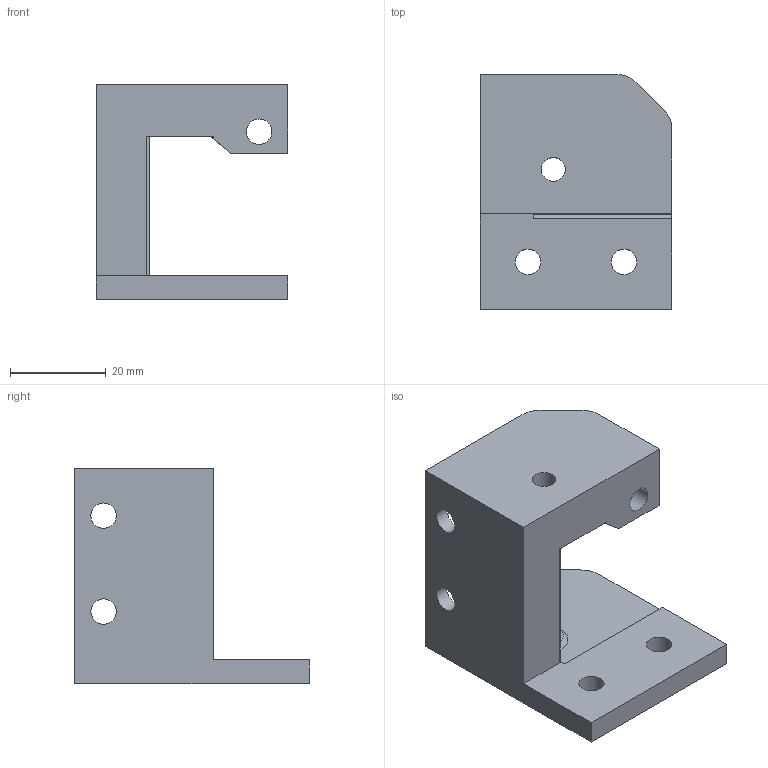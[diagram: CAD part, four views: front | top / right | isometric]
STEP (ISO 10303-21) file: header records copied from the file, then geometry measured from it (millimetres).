
FILE_DESCRIPTION(/* description */ (''),/* implementation_level */ '2;1');
FILE_NAME(/* name */ 'Belt_Corners_Smooth.step',/* time_stamp */ '2021-04-26T10:53:56+02:00',/* author */ (''),/* organization */ (''),/* preprocessor_version */ 'ST-DEVELOPER v18.1',/* originating_system */ 'Autodesk Translation Framework v10.6.0.1341',/* authorisation */ '');
FILE_SCHEMA (('AUTOMOTIVE_DESIGN { 1 0 10303 214 3 1 1 }'));
Length unit declared in the file: millimetre
Products named in the file (1): (Unsaved)
Bounding box: 40 x 48.9 x 44.85 mm (x, y, z)
Volume: 19398.2 mm3; surface area: 10672.9 mm2
Topology: 1 solids, 1 shells, 47 faces, 126 edges, 83 vertices
Faces by surface type: plane 26, cylinder 19, cone 2
Full cylindrical faces by diameter (mm): 5 x2, 5.3 x5, 10.4 x2
Entity records: 1536 total; most frequent: DIRECTION 266, CARTESIAN_POINT 254, ORIENTED_EDGE 248, EDGE_CURVE 124, AXIS2_PLACEMENT_3D 94, VERTEX_POINT 82, LINE 78, VECTOR 78
